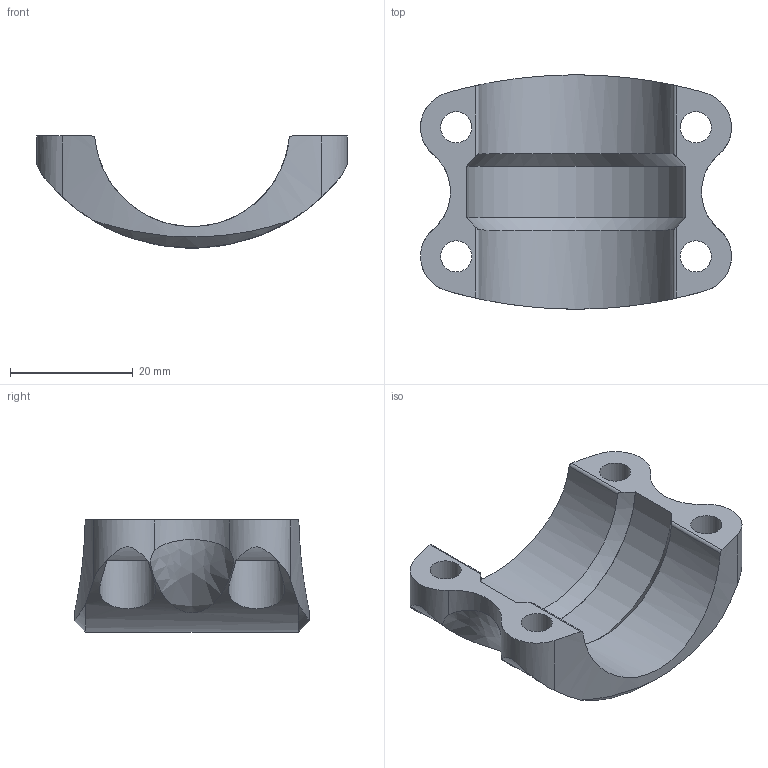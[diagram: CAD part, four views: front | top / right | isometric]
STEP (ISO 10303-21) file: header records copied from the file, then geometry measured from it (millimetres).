
FILE_DESCRIPTION (( 'STEP AP214' ), '1' );
FILE_NAME ('SP4001.STEP', '2014-02-04T21:52:16', ( 'JeffCAD' ), ( 'Microsoft' ), 'SwSTEP 2.0', 'SolidWorks 2012', '' );
FILE_SCHEMA (( 'AUTOMOTIVE_DESIGN' ));
Length unit declared in the file: millimetre
Products named in the file (1): SP4001
Bounding box: 50.58 x 38.1 x 18.22 mm (x, y, z)
Volume: 8563.1 mm3; surface area: 6009.2 mm2
Topology: 1 solids, 1 shells, 50 faces, 144 edges, 96 vertices
Faces by surface type: cylinder 36, plane 8, cone 4, bspline 2
Full cylindrical faces by diameter (mm): 5.08 x4
Entity records: 2606 total; most frequent: CARTESIAN_POINT 1351, ORIENTED_EDGE 280, DIRECTION 212, EDGE_CURVE 140, VERTEX_POINT 96, AXIS2_PLACEMENT_3D 85, B_SPLINE_CURVE_WITH_KNOTS 62, EDGE_LOOP 62
